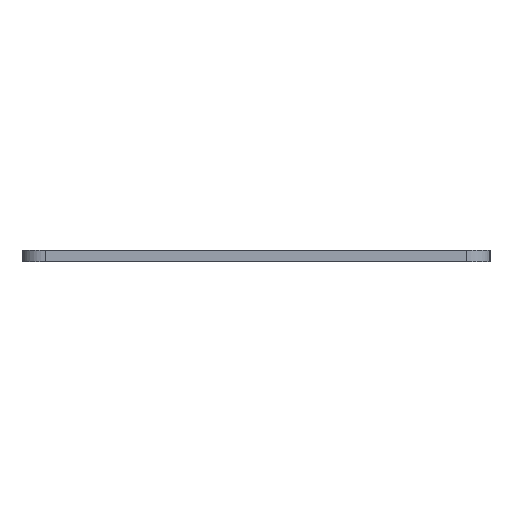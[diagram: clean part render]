
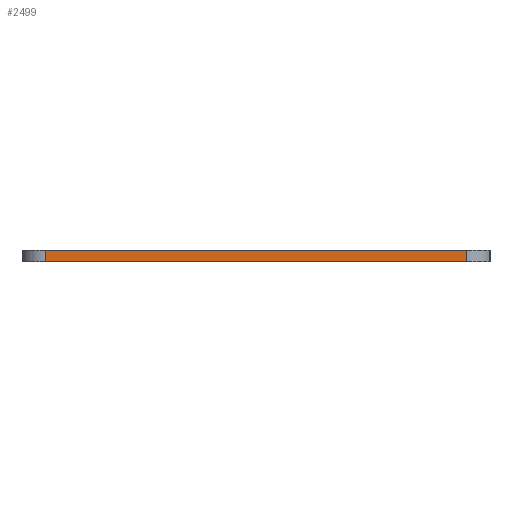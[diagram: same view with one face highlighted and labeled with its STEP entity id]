
A CAD part, left-side view. The second image highlights one B-rep face of the part: STEP entity #2499.
In plain terms, the highlighted planar face has unit normal (-1, 0, 0).
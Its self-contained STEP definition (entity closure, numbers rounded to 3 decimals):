
#146 = VERTEX_POINT('',#147);
#147 = CARTESIAN_POINT('',(0.391,-3.206,0.));
#154 = EDGE_CURVE('',#155,#146,#157,.T.);
#155 = VERTEX_POINT('',#156);
#156 = CARTESIAN_POINT('',(0.391,-57.206,0.));
#157 = LINE('',#158,#159);
#158 = CARTESIAN_POINT('',(0.391,-57.206,0.));
#159 = VECTOR('',#160,1.);
#160 = DIRECTION('',(0.,1.,0.));
#1309 = VERTEX_POINT('',#1310);
#1310 = CARTESIAN_POINT('',(0.391,-3.206,1.51));
#1317 = EDGE_CURVE('',#1318,#1309,#1320,.T.);
#1318 = VERTEX_POINT('',#1319);
#1319 = CARTESIAN_POINT('',(0.391,-57.206,1.51));
#1320 = LINE('',#1321,#1322);
#1321 = CARTESIAN_POINT('',(0.391,-57.206,1.51));
#1322 = VECTOR('',#1323,1.);
#1323 = DIRECTION('',(0.,1.,0.));
#2469 = EDGE_CURVE('',#146,#1309,#2470,.T.);
#2470 = LINE('',#2471,#2472);
#2471 = CARTESIAN_POINT('',(0.391,-3.206,0.));
#2472 = VECTOR('',#2473,1.);
#2473 = DIRECTION('',(0.,0.,1.));
#2499 = ADVANCED_FACE('',(#2500),#2511,.T.);
#2500 = FACE_BOUND('',#2501,.T.);
#2501 = EDGE_LOOP('',(#2502,#2508,#2509,#2510));
#2502 = ORIENTED_EDGE('',*,*,#2503,.T.);
#2503 = EDGE_CURVE('',#155,#1318,#2504,.T.);
#2504 = LINE('',#2505,#2506);
#2505 = CARTESIAN_POINT('',(0.391,-57.206,0.));
#2506 = VECTOR('',#2507,1.);
#2507 = DIRECTION('',(0.,0.,1.));
#2508 = ORIENTED_EDGE('',*,*,#1317,.T.);
#2509 = ORIENTED_EDGE('',*,*,#2469,.F.);
#2510 = ORIENTED_EDGE('',*,*,#154,.F.);
#2511 = PLANE('',#2512);
#2512 = AXIS2_PLACEMENT_3D('',#2513,#2514,#2515);
#2513 = CARTESIAN_POINT('',(0.391,-57.206,0.));
#2514 = DIRECTION('',(-1.,0.,0.));
#2515 = DIRECTION('',(0.,1.,0.));
